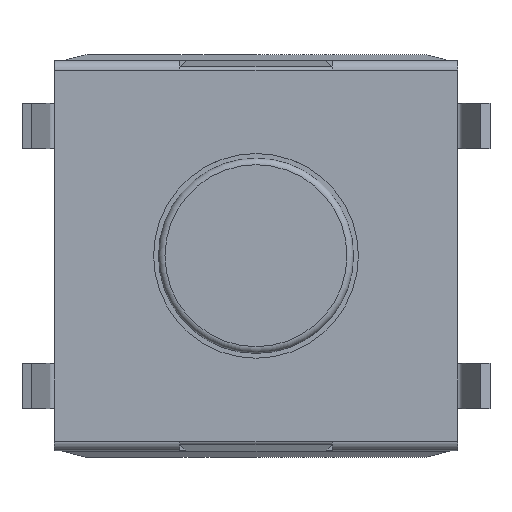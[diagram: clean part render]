
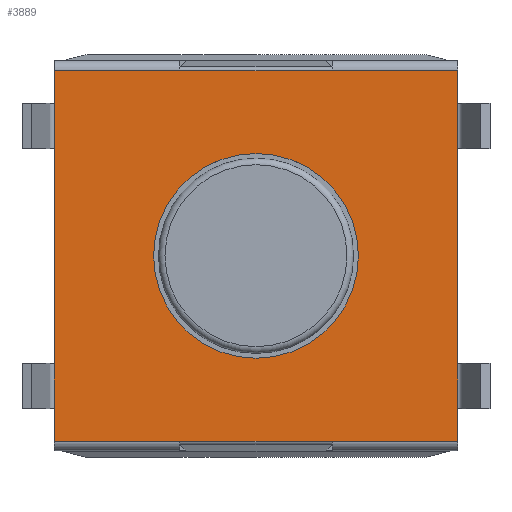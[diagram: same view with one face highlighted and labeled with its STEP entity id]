
A CAD part, top view. The second image highlights one B-rep face of the part: STEP entity #3889.
In plain terms, the highlighted planar face has unit normal (0, 0, 1).
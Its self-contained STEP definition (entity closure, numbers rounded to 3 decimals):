
#143=CIRCLE('',#4126,1.575);
#823=ORIENTED_EDGE('',*,*,#1398,.T.);
#824=ORIENTED_EDGE('',*,*,#1375,.T.);
#825=ORIENTED_EDGE('',*,*,#1399,.T.);
#826=ORIENTED_EDGE('',*,*,#1364,.F.);
#827=ORIENTED_EDGE('',*,*,#1400,.F.);
#828=ORIENTED_EDGE('',*,*,#1381,.F.);
#829=ORIENTED_EDGE('',*,*,#1401,.T.);
#830=ORIENTED_EDGE('',*,*,#1367,.T.);
#831=ORIENTED_EDGE('',*,*,#1402,.T.);
#1364=EDGE_CURVE('',#1705,#1703,#2047,.F.);
#1367=EDGE_CURVE('',#1709,#1708,#2050,.T.);
#1375=EDGE_CURVE('',#1717,#1716,#2056,.T.);
#1381=EDGE_CURVE('',#1722,#1723,#2060,.T.);
#1398=EDGE_CURVE('',#1735,#1735,#143,.T.);
#1399=EDGE_CURVE('',#1716,#1703,#2072,.T.);
#1400=EDGE_CURVE('',#1723,#1705,#2073,.F.);
#1401=EDGE_CURVE('',#1722,#1709,#2074,.T.);
#1402=EDGE_CURVE('',#1708,#1717,#2075,.T.);
#1703=VERTEX_POINT('',#5661);
#1705=VERTEX_POINT('',#5665);
#1708=VERTEX_POINT('',#5672);
#1709=VERTEX_POINT('',#5674);
#1716=VERTEX_POINT('',#5689);
#1717=VERTEX_POINT('',#5691);
#1722=VERTEX_POINT('',#5703);
#1723=VERTEX_POINT('',#5704);
#1735=VERTEX_POINT('',#5735);
#2047=LINE('',#5666,#2407);
#2050=LINE('',#5673,#2410);
#2056=LINE('',#5690,#2416);
#2060=LINE('',#5702,#2420);
#2072=LINE('',#5736,#2432);
#2073=LINE('',#5737,#2433);
#2074=LINE('',#5738,#2434);
#2075=LINE('',#5739,#2435);
#2407=VECTOR('',#4782,1000.);
#2410=VECTOR('',#4787,1000.);
#2416=VECTOR('',#4799,1000.);
#2420=VECTOR('',#4809,1000.);
#2432=VECTOR('',#4837,1000.);
#2433=VECTOR('',#4838,1000.);
#2434=VECTOR('',#4839,1000.);
#2435=VECTOR('',#4840,1000.);
#2630=EDGE_LOOP('',(#823));
#2631=EDGE_LOOP('',(#824,#825,#826,#827,#828,#829,#830,#831));
#2804=FACE_BOUND('',#2630,.T.);
#2805=FACE_BOUND('',#2631,.T.);
#2946=PLANE('',#4125);
#3889=ADVANCED_FACE('',(#2804,#2805),#2946,.F.);
#4125=AXIS2_PLACEMENT_3D('',#5733,#4833,#4834);
#4126=AXIS2_PLACEMENT_3D('',#5734,#4835,#4836);
#4782=DIRECTION('',(-1.,0.,0.));
#4787=DIRECTION('',(1.,0.,0.));
#4799=DIRECTION('',(0.,1.,0.));
#4809=DIRECTION('',(0.,1.,0.));
#4833=DIRECTION('',(0.,0.,-1.));
#4834=DIRECTION('',(-1.,0.,0.));
#4835=DIRECTION('',(0.,0.,-1.));
#4836=DIRECTION('',(-1.,0.,0.));
#4837=DIRECTION('',(-1.,0.,0.));
#4838=DIRECTION('',(-1.,0.,0.));
#4839=DIRECTION('',(1.,0.,0.));
#4840=DIRECTION('',(1.,0.,0.));
#5661=CARTESIAN_POINT('',(1.175,2.85,2.));
#5665=CARTESIAN_POINT('',(-1.175,2.85,2.));
#5666=CARTESIAN_POINT('',(-3.1,2.85,2.));
#5672=CARTESIAN_POINT('',(1.175,-2.85,2.));
#5673=CARTESIAN_POINT('',(-3.1,-2.85,2.));
#5674=CARTESIAN_POINT('',(-1.175,-2.85,2.));
#5689=CARTESIAN_POINT('',(3.1,2.85,2.));
#5690=CARTESIAN_POINT('',(3.1,-2.85,2.));
#5691=CARTESIAN_POINT('',(3.1,-2.85,2.));
#5702=CARTESIAN_POINT('',(-3.1,-2.85,2.));
#5703=CARTESIAN_POINT('',(-3.1,-2.85,2.));
#5704=CARTESIAN_POINT('',(-3.1,2.85,2.));
#5733=CARTESIAN_POINT('',(-3.1,-2.85,2.));
#5734=CARTESIAN_POINT('',(0.,0.,2.));
#5735=CARTESIAN_POINT('',(-1.575,0.,2.));
#5736=CARTESIAN_POINT('',(3.1,2.85,2.));
#5737=CARTESIAN_POINT('',(-3.1,2.85,2.));
#5738=CARTESIAN_POINT('',(-3.1,-2.85,2.));
#5739=CARTESIAN_POINT('',(1.175,-2.85,2.));
